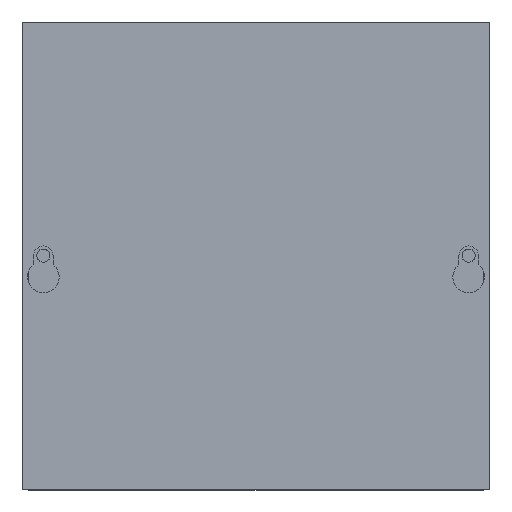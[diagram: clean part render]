
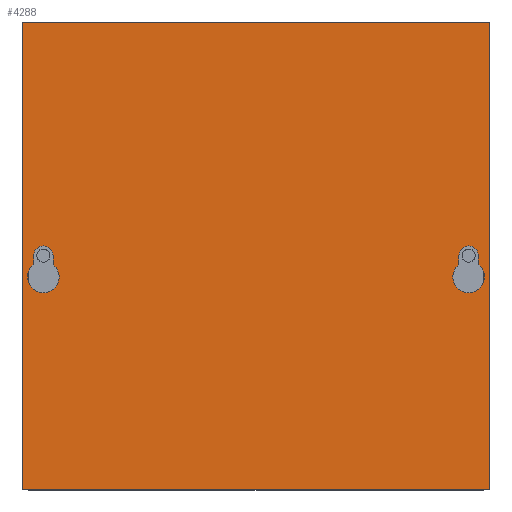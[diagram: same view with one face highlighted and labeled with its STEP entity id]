
A CAD part, top view. The second image highlights one B-rep face of the part: STEP entity #4288.
In plain terms, the highlighted planar face has unit normal (0, 0, 1).
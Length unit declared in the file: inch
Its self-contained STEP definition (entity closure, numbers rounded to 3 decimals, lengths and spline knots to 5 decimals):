
#41 = ORIENTED_EDGE ( 'NONE', *, *, #4726, .T. ) ;
#100 = VECTOR ( 'NONE', #1496, 39.37008 ) ;
#141 = AXIS2_PLACEMENT_3D ( 'NONE', #5012, #1802, #4003 ) ;
#155 = VERTEX_POINT ( 'NONE', #1780 ) ;
#248 = CARTESIAN_POINT ( 'NONE',  ( -3., 3., 4.057 ) ) ;
#298 = DIRECTION ( 'NONE',  ( 1., 0., 0. ) ) ;
#322 = DIRECTION ( 'NONE',  ( 1., 0., 0. ) ) ;
#357 = DIRECTION ( 'NONE',  ( 0., 0., -1. ) ) ;
#475 = CARTESIAN_POINT ( 'NONE',  ( 2.605, -3., 4.057 ) ) ;
#550 = DIRECTION ( 'NONE',  ( 0., 0., -1. ) ) ;
#552 = EDGE_CURVE ( 'NONE', #1313, #3594, #4365, .T. ) ;
#560 = VERTEX_POINT ( 'NONE', #1074 ) ;
#574 = CARTESIAN_POINT ( 'NONE',  ( 2.73, 0., 4.057 ) ) ;
#585 = DIRECTION ( 'NONE',  ( 0., -1., 0. ) ) ;
#592 = AXIS2_PLACEMENT_3D ( 'NONE', #574, #3788, #1419 ) ;
#593 = CARTESIAN_POINT ( 'NONE',  ( -3., 3., 4.057 ) ) ;
#728 = DIRECTION ( 'NONE',  ( 0., 0., -1. ) ) ;
#815 = LINE ( 'NONE', #3459, #4709 ) ;
#852 = CARTESIAN_POINT ( 'NONE',  ( -2.527, -0.272, 4.057 ) ) ;
#897 = ORIENTED_EDGE ( 'NONE', *, *, #5495, .T. ) ;
#898 = LINE ( 'NONE', #4526, #4900 ) ;
#961 = ORIENTED_EDGE ( 'NONE', *, *, #1544, .T. ) ;
#1001 = DIRECTION ( 'NONE',  ( 1., 0., 0. ) ) ;
#1007 = CARTESIAN_POINT ( 'NONE',  ( -2.605, -3., 4.057 ) ) ;
#1028 = EDGE_CURVE ( 'NONE', #5819, #3478, #3935, .T. ) ;
#1074 = CARTESIAN_POINT ( 'NONE',  ( 2.527, -0.272, 4.057 ) ) ;
#1126 = EDGE_CURVE ( 'NONE', #4679, #3088, #815, .T. ) ;
#1154 = CARTESIAN_POINT ( 'NONE',  ( -3., -3., 4.057 ) ) ;
#1222 = ORIENTED_EDGE ( 'NONE', *, *, #5161, .T. ) ;
#1241 = EDGE_CURVE ( 'NONE', #3478, #5870, #4031, .T. ) ;
#1291 = DIRECTION ( 'NONE',  ( 0., 0., -1. ) ) ;
#1313 = VERTEX_POINT ( 'NONE', #2558 ) ;
#1340 = DIRECTION ( 'NONE',  ( 1., 0., 0. ) ) ;
#1360 = FACE_BOUND ( 'NONE', #1471, .T. ) ;
#1378 = ORIENTED_EDGE ( 'NONE', *, *, #4024, .T. ) ;
#1382 = DIRECTION ( 'NONE',  ( 0., 0., -1. ) ) ;
#1411 = ORIENTED_EDGE ( 'NONE', *, *, #1241, .T. ) ;
#1419 = DIRECTION ( 'NONE',  ( 1., 0., 0. ) ) ;
#1453 = CIRCLE ( 'NONE', #592, 0.125 ) ;
#1459 = VECTOR ( 'NONE', #2884, 39.37008 ) ;
#1471 = EDGE_LOOP ( 'NONE', ( #1378, #4734, #1411, #4353, #3419, #3196 ) ) ;
#1496 = DIRECTION ( 'NONE',  ( -1., 0., 0. ) ) ;
#1501 = EDGE_CURVE ( 'NONE', #3594, #4884, #898, .T. ) ;
#1520 = CARTESIAN_POINT ( 'NONE',  ( -2.855, 0., 4.057 ) ) ;
#1544 = EDGE_CURVE ( 'NONE', #155, #5361, #1453, .T. ) ;
#1648 = DIRECTION ( 'NONE',  ( 0., 0., -1. ) ) ;
#1757 = VERTEX_POINT ( 'NONE', #5281 ) ;
#1767 = DIRECTION ( 'NONE',  ( 0., -1., 0. ) ) ;
#1770 = FACE_BOUND ( 'NONE', #5106, .T. ) ;
#1780 = CARTESIAN_POINT ( 'NONE',  ( 2.605, 0., 4.057 ) ) ;
#1788 = VERTEX_POINT ( 'NONE', #5789 ) ;
#1802 = DIRECTION ( 'NONE',  ( 0., 0., 1. ) ) ;
#1946 = EDGE_CURVE ( 'NONE', #1788, #155, #4589, .T. ) ;
#2012 = ORIENTED_EDGE ( 'NONE', *, *, #4832, .T. ) ;
#2044 = CARTESIAN_POINT ( 'NONE',  ( 3., -3., 4.057 ) ) ;
#2170 = VECTOR ( 'NONE', #1767, 39.37008 ) ;
#2189 = EDGE_CURVE ( 'NONE', #4884, #4539, #3535, .T. ) ;
#2191 = DIRECTION ( 'NONE',  ( 0., -1., 0. ) ) ;
#2471 = CARTESIAN_POINT ( 'NONE',  ( 2.855, 0., 4.057 ) ) ;
#2540 = AXIS2_PLACEMENT_3D ( 'NONE', #2613, #1291, #3514 ) ;
#2558 = CARTESIAN_POINT ( 'NONE',  ( 3., 3., 4.057 ) ) ;
#2559 = DIRECTION ( 'NONE',  ( 1., 0., 0. ) ) ;
#2578 = DIRECTION ( 'NONE',  ( 1., 0., 0. ) ) ;
#2613 = CARTESIAN_POINT ( 'NONE',  ( -2.73, -0.272, 4.057 ) ) ;
#2728 = VECTOR ( 'NONE', #585, 39.37008 ) ;
#2825 = DIRECTION ( 'NONE',  ( 1., 0., 0. ) ) ;
#2879 = ORIENTED_EDGE ( 'NONE', *, *, #4527, .T. ) ;
#2884 = DIRECTION ( 'NONE',  ( 0., 1., 0. ) ) ;
#2976 = AXIS2_PLACEMENT_3D ( 'NONE', #5111, #550, #1001 ) ;
#3049 = CARTESIAN_POINT ( 'NONE',  ( -2.933, -0.272, 4.057 ) ) ;
#3088 = VERTEX_POINT ( 'NONE', #1520 ) ;
#3090 = VECTOR ( 'NONE', #1340, 39.37008 ) ;
#3127 = PLANE ( 'NONE',  #141 ) ;
#3188 = DIRECTION ( 'NONE',  ( 0., 1., 0. ) ) ;
#3196 = ORIENTED_EDGE ( 'NONE', *, *, #4187, .T. ) ;
#3224 = CIRCLE ( 'NONE', #4657, 0.203 ) ;
#3316 = CIRCLE ( 'NONE', #4362, 0.203 ) ;
#3338 = ORIENTED_EDGE ( 'NONE', *, *, #552, .T. ) ;
#3392 = EDGE_LOOP ( 'NONE', ( #2879, #3338, #4341, #4466 ) ) ;
#3419 = ORIENTED_EDGE ( 'NONE', *, *, #1126, .T. ) ;
#3459 = CARTESIAN_POINT ( 'NONE',  ( -2.855, -3., 4.057 ) ) ;
#3478 = VERTEX_POINT ( 'NONE', #852 ) ;
#3487 = CARTESIAN_POINT ( 'NONE',  ( 2.855, -3., 4.057 ) ) ;
#3492 = CARTESIAN_POINT ( 'NONE',  ( -2.73, -0.272, 4.057 ) ) ;
#3501 = VECTOR ( 'NONE', #5759, 39.37008 ) ;
#3514 = DIRECTION ( 'NONE',  ( 1., 0., 0. ) ) ;
#3535 = LINE ( 'NONE', #5446, #3090 ) ;
#3594 = VERTEX_POINT ( 'NONE', #593 ) ;
#3667 = FACE_OUTER_BOUND ( 'NONE', #3392, .T. ) ;
#3788 = DIRECTION ( 'NONE',  ( 0., 0., -1. ) ) ;
#3935 = CIRCLE ( 'NONE', #4889, 0.203 ) ;
#3963 = CARTESIAN_POINT ( 'NONE',  ( 2.73, -0.272, 4.057 ) ) ;
#4003 = DIRECTION ( 'NONE',  ( 1., 0., 0. ) ) ;
#4024 = EDGE_CURVE ( 'NONE', #5693, #5819, #5178, .T. ) ;
#4031 = CIRCLE ( 'NONE', #2976, 0.203 ) ;
#4187 = EDGE_CURVE ( 'NONE', #3088, #5693, #5316, .T. ) ;
#4235 = CARTESIAN_POINT ( 'NONE',  ( 2.73, -0.272, 4.057 ) ) ;
#4288 = ADVANCED_FACE ( 'NONE', ( #3667, #1770, #1360 ), #3127, .T. ) ;
#4341 = ORIENTED_EDGE ( 'NONE', *, *, #1501, .T. ) ;
#4353 = ORIENTED_EDGE ( 'NONE', *, *, #4723, .T. ) ;
#4362 = AXIS2_PLACEMENT_3D ( 'NONE', #4951, #5343, #322 ) ;
#4365 = LINE ( 'NONE', #248, #100 ) ;
#4368 = AXIS2_PLACEMENT_3D ( 'NONE', #3963, #1648, #2578 ) ;
#4396 = VERTEX_POINT ( 'NONE', #5527 ) ;
#4406 = CARTESIAN_POINT ( 'NONE',  ( 3., -3., 4.057 ) ) ;
#4466 = ORIENTED_EDGE ( 'NONE', *, *, #2189, .T. ) ;
#4526 = CARTESIAN_POINT ( 'NONE',  ( -3., -3., 4.057 ) ) ;
#4527 = EDGE_CURVE ( 'NONE', #4539, #1313, #5199, .T. ) ;
#4539 = VERTEX_POINT ( 'NONE', #4406 ) ;
#4558 = CARTESIAN_POINT ( 'NONE',  ( -2.855, -0.11205, 4.057 ) ) ;
#4589 = LINE ( 'NONE', #475, #1459 ) ;
#4657 = AXIS2_PLACEMENT_3D ( 'NONE', #4235, #1382, #2825 ) ;
#4679 = VERTEX_POINT ( 'NONE', #4558 ) ;
#4709 = VECTOR ( 'NONE', #3188, 39.37008 ) ;
#4723 = EDGE_CURVE ( 'NONE', #5870, #4679, #5137, .T. ) ;
#4726 = EDGE_CURVE ( 'NONE', #4396, #1757, #3316, .T. ) ;
#4734 = ORIENTED_EDGE ( 'NONE', *, *, #1028, .T. ) ;
#4832 = EDGE_CURVE ( 'NONE', #1757, #560, #3224, .T. ) ;
#4833 = AXIS2_PLACEMENT_3D ( 'NONE', #4836, #728, #2559 ) ;
#4836 = CARTESIAN_POINT ( 'NONE',  ( -2.73, 0., 4.057 ) ) ;
#4884 = VERTEX_POINT ( 'NONE', #1154 ) ;
#4889 = AXIS2_PLACEMENT_3D ( 'NONE', #3492, #357, #298 ) ;
#4900 = VECTOR ( 'NONE', #2191, 39.37008 ) ;
#4951 = CARTESIAN_POINT ( 'NONE',  ( 2.73, -0.272, 4.057 ) ) ;
#5012 = CARTESIAN_POINT ( 'NONE',  ( -3., -3., 4.057 ) ) ;
#5088 = CARTESIAN_POINT ( 'NONE',  ( -2.605, 0., 4.057 ) ) ;
#5106 = EDGE_LOOP ( 'NONE', ( #1222, #41, #2012, #897, #5599, #961 ) ) ;
#5111 = CARTESIAN_POINT ( 'NONE',  ( -2.73, -0.272, 4.057 ) ) ;
#5137 = CIRCLE ( 'NONE', #2540, 0.203 ) ;
#5161 = EDGE_CURVE ( 'NONE', #5361, #4396, #5762, .T. ) ;
#5178 = LINE ( 'NONE', #1007, #2728 ) ;
#5199 = LINE ( 'NONE', #2044, #3501 ) ;
#5281 = CARTESIAN_POINT ( 'NONE',  ( 2.933, -0.272, 4.057 ) ) ;
#5316 = CIRCLE ( 'NONE', #4833, 0.125 ) ;
#5343 = DIRECTION ( 'NONE',  ( 0., 0., -1. ) ) ;
#5361 = VERTEX_POINT ( 'NONE', #2471 ) ;
#5423 = CIRCLE ( 'NONE', #4368, 0.203 ) ;
#5446 = CARTESIAN_POINT ( 'NONE',  ( -3., -3., 4.057 ) ) ;
#5495 = EDGE_CURVE ( 'NONE', #560, #1788, #5423, .T. ) ;
#5527 = CARTESIAN_POINT ( 'NONE',  ( 2.855, -0.11205, 4.057 ) ) ;
#5599 = ORIENTED_EDGE ( 'NONE', *, *, #1946, .T. ) ;
#5693 = VERTEX_POINT ( 'NONE', #5088 ) ;
#5716 = CARTESIAN_POINT ( 'NONE',  ( -2.605, -0.11205, 4.057 ) ) ;
#5759 = DIRECTION ( 'NONE',  ( 0., 1., 0. ) ) ;
#5762 = LINE ( 'NONE', #3487, #2170 ) ;
#5789 = CARTESIAN_POINT ( 'NONE',  ( 2.605, -0.11205, 4.057 ) ) ;
#5819 = VERTEX_POINT ( 'NONE', #5716 ) ;
#5870 = VERTEX_POINT ( 'NONE', #3049 ) ;
